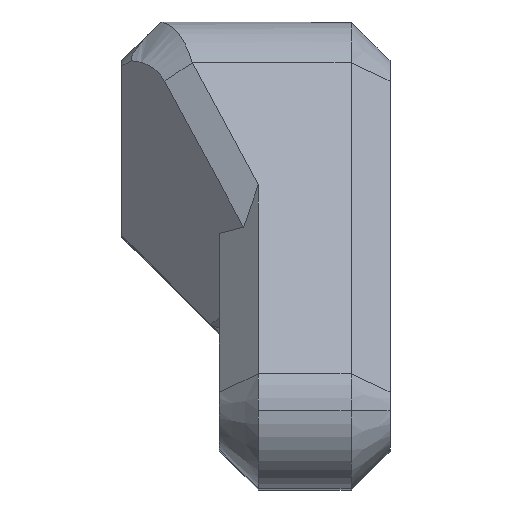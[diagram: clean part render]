
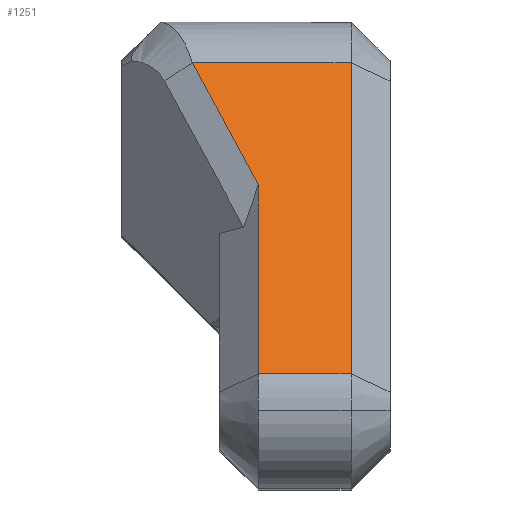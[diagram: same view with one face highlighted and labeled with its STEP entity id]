
A CAD part, top view. The second image highlights one B-rep face of the part: STEP entity #1251.
In plain terms, the highlighted planar face has unit normal (0, 0.475, 0.88).
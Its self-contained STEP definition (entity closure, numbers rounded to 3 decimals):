
#1204=CARTESIAN_POINT('',(-0.941,387.617,528.438));
#1205=DIRECTION('',(0.,0.475,0.88));
#1206=DIRECTION('',(1.,0.,0.));
#1207=AXIS2_PLACEMENT_3D('',#1204,#1205,#1206);
#1208=PLANE('',#1207);
#1209=CARTESIAN_POINT('',(-2.941,394.865,524.522));
#1210=VERTEX_POINT('',#1209);
#1211=CARTESIAN_POINT('',(-11.096,394.865,524.522));
#1212=VERTEX_POINT('',#1211);
#1213=CARTESIAN_POINT('',(-2.941,394.865,524.522));
#1214=DIRECTION('',(-1.,0.,-0.));
#1215=VECTOR('',#1214,8.155);
#1216=LINE('',#1213,#1215);
#1217=EDGE_CURVE('',#1210,#1212,#1216,.T.);
#1218=ORIENTED_EDGE('',*,*,#1217,.T.);
#1219=CARTESIAN_POINT('',(-7.703,388.585,527.915));
#1220=VERTEX_POINT('',#1219);
#1221=CARTESIAN_POINT('',(-11.096,394.865,524.522));
#1222=DIRECTION('',(0.429,-0.795,0.429));
#1223=VECTOR('',#1222,7.904);
#1224=LINE('',#1221,#1223);
#1225=EDGE_CURVE('',#1212,#1220,#1224,.T.);
#1226=ORIENTED_EDGE('',*,*,#1225,.T.);
#1227=CARTESIAN_POINT('',(-7.703,378.886,533.155));
#1228=VERTEX_POINT('',#1227);
#1229=CARTESIAN_POINT('',(-7.703,388.585,527.915));
#1230=DIRECTION('',(0.,-0.88,0.475));
#1231=VECTOR('',#1230,11.024);
#1232=LINE('',#1229,#1231);
#1233=EDGE_CURVE('',#1220,#1228,#1232,.T.);
#1234=ORIENTED_EDGE('',*,*,#1233,.T.);
#1235=CARTESIAN_POINT('',(-2.941,378.886,533.155));
#1236=VERTEX_POINT('',#1235);
#1237=CARTESIAN_POINT('',(-7.703,378.886,533.155));
#1238=DIRECTION('',(1.,-0.,-0.));
#1239=VECTOR('',#1238,4.762);
#1240=LINE('',#1237,#1239);
#1241=EDGE_CURVE('',#1228,#1236,#1240,.T.);
#1242=ORIENTED_EDGE('',*,*,#1241,.T.);
#1243=CARTESIAN_POINT('',(-2.941,378.886,533.155));
#1244=DIRECTION('',(0.,0.88,-0.475));
#1245=VECTOR('',#1244,18.162);
#1246=LINE('',#1243,#1245);
#1247=EDGE_CURVE('',#1236,#1210,#1246,.T.);
#1248=ORIENTED_EDGE('',*,*,#1247,.T.);
#1249=EDGE_LOOP('',(#1218,#1226,#1234,#1242,#1248));
#1250=FACE_BOUND('',#1249,.T.);
#1251=ADVANCED_FACE('',(#1250),#1208,.T.);
